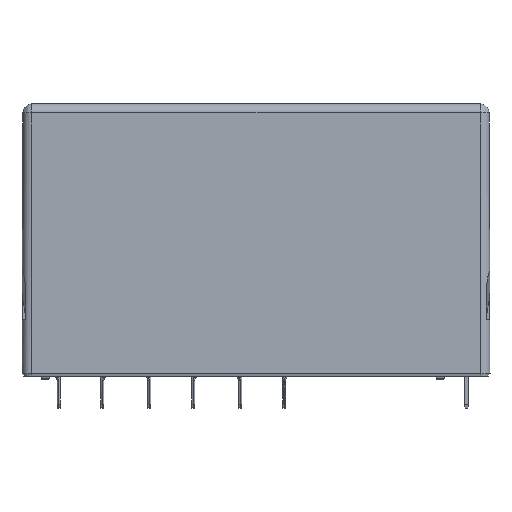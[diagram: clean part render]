
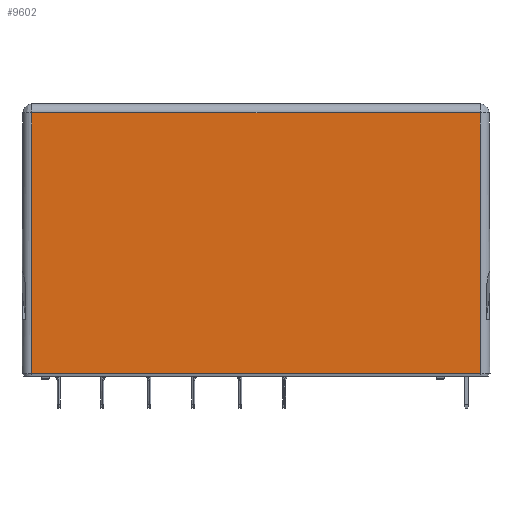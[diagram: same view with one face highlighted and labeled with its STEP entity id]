
A CAD part, front view. The second image highlights one B-rep face of the part: STEP entity #9602.
In plain terms, the highlighted planar face has unit normal (0, -1, 0.003).
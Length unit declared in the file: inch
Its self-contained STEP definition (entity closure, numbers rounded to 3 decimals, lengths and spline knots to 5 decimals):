
#1520 = CARTESIAN_POINT ( 'NONE',  ( 0.97161, -0.28066, 1.14186 ) ) ;
#1736 = VECTOR ( 'NONE', #6422, 39.37008 ) ;
#1999 = VECTOR ( 'NONE', #12095, 39.37008 ) ;
#2424 = CARTESIAN_POINT ( 'NONE',  ( 1.01476, -0.28066, 1.14186 ) ) ;
#2595 = FACE_OUTER_BOUND ( 'NONE', #13360, .T. ) ;
#2846 = VERTEX_POINT ( 'NONE', #6510 ) ;
#2961 = CARTESIAN_POINT ( 'NONE',  ( 0.97535, -0.28441, 0.01181 ) ) ;
#3127 = VECTOR ( 'NONE', #13206, 39.37008 ) ;
#3334 = EDGE_CURVE ( 'NONE', #2846, #13315, #7374, .T. ) ;
#4266 = DIRECTION ( 'NONE',  ( -0.003, 0.003, 1. ) ) ;
#5093 = LINE ( 'NONE', #7683, #3127 ) ;
#6352 = EDGE_CURVE ( 'NONE', #6932, #2846, #5093, .T. ) ;
#6422 = DIRECTION ( 'NONE',  ( 1., 0., 0. ) ) ;
#6510 = CARTESIAN_POINT ( 'NONE',  ( -0.97535, -0.28441, 0.01181 ) ) ;
#6886 = PLANE ( 'NONE',  #7798 ) ;
#6932 = VERTEX_POINT ( 'NONE', #10844 ) ;
#7374 = LINE ( 'NONE', #13399, #1736 ) ;
#7683 = CARTESIAN_POINT ( 'NONE',  ( -0.97161, -0.28066, 1.14186 ) ) ;
#7798 = AXIS2_PLACEMENT_3D ( 'NONE', #8477, #13943, #15351 ) ;
#8345 = ORIENTED_EDGE ( 'NONE', *, *, #13019, .T. ) ;
#8477 = CARTESIAN_POINT ( 'NONE',  ( 1.01476, -0.28445, 0. ) ) ;
#9602 = ADVANCED_FACE ( 'NONE', ( #2595 ), #6886, .T. ) ;
#10295 = CARTESIAN_POINT ( 'NONE',  ( 0.97535, -0.28441, 0.01181 ) ) ;
#10844 = CARTESIAN_POINT ( 'NONE',  ( -0.97161, -0.28066, 1.14186 ) ) ;
#11563 = EDGE_CURVE ( 'NONE', #12233, #6932, #17548, .T. ) ;
#12095 = DIRECTION ( 'NONE',  ( -1., 0., 0. ) ) ;
#12217 = ORIENTED_EDGE ( 'NONE', *, *, #6352, .T. ) ;
#12233 = VERTEX_POINT ( 'NONE', #1520 ) ;
#13019 = EDGE_CURVE ( 'NONE', #13315, #12233, #13707, .T. ) ;
#13050 = VECTOR ( 'NONE', #4266, 39.37008 ) ;
#13206 = DIRECTION ( 'NONE',  ( -0.003, -0.003, -1. ) ) ;
#13315 = VERTEX_POINT ( 'NONE', #10295 ) ;
#13360 = EDGE_LOOP ( 'NONE', ( #15226, #12217, #14603, #8345 ) ) ;
#13399 = CARTESIAN_POINT ( 'NONE',  ( 0., -0.28441, 0.01181 ) ) ;
#13707 = LINE ( 'NONE', #2961, #13050 ) ;
#13943 = DIRECTION ( 'NONE',  ( 0., -1., 0.003 ) ) ;
#14603 = ORIENTED_EDGE ( 'NONE', *, *, #3334, .T. ) ;
#15226 = ORIENTED_EDGE ( 'NONE', *, *, #11563, .T. ) ;
#15351 = DIRECTION ( 'NONE',  ( 0., -0.003, -1. ) ) ;
#17548 = LINE ( 'NONE', #2424, #1999 ) ;
